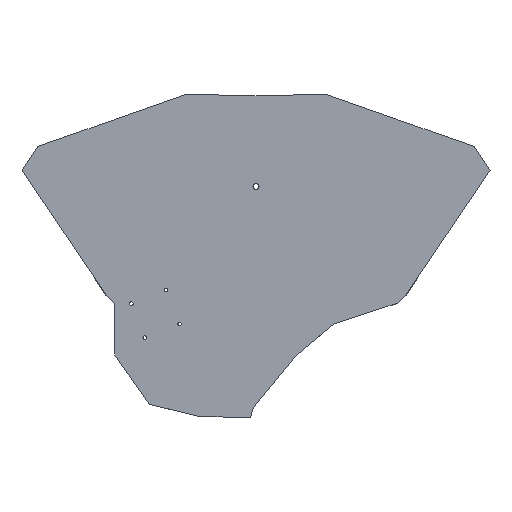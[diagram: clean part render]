
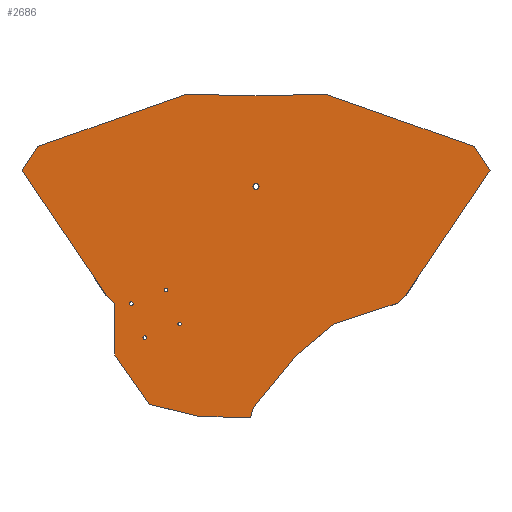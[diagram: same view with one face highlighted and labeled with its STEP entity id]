
A CAD part, top view. The second image highlights one B-rep face of the part: STEP entity #2686.
In plain terms, the highlighted planar face has unit normal (0, 0, 1).
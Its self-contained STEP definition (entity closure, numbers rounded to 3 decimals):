
#41=FACE_BOUND('',#438,.T.);
#42=FACE_BOUND('',#439,.T.);
#43=FACE_BOUND('',#440,.T.);
#44=FACE_BOUND('',#441,.T.);
#45=FACE_BOUND('',#442,.T.);
#71=CIRCLE('',#2749,1.05);
#74=CIRCLE('',#2756,1.05);
#77=CIRCLE('',#2762,1.05);
#80=CIRCLE('',#2768,1.05);
#95=CIRCLE('',#2896,1.75);
#265=FACE_OUTER_BOUND('',#437,.T.);
#437=EDGE_LOOP('',(#2394,#2395,#2396,#2397,#2398,#2399,#2400,#2401,#2402,
#2403,#2404,#2405,#2406,#2407,#2408,#2409,#2410,#2411));
#438=EDGE_LOOP('',(#2412));
#439=EDGE_LOOP('',(#2413));
#440=EDGE_LOOP('',(#2414));
#441=EDGE_LOOP('',(#2415));
#442=EDGE_LOOP('',(#2416));
#537=LINE('',#3916,#854);
#540=LINE('',#3921,#857);
#542=LINE('',#3925,#859);
#544=LINE('',#3930,#861);
#547=LINE('',#3935,#864);
#549=LINE('',#3939,#866);
#551=LINE('',#3943,#868);
#553=LINE('',#3946,#870);
#702=LINE('',#4243,#1019);
#738=LINE('',#4316,#1055);
#740=LINE('',#4320,#1057);
#742=LINE('',#4324,#1059);
#744=LINE('',#4328,#1061);
#745=LINE('',#4330,#1062);
#747=LINE('',#4334,#1064);
#749=LINE('',#4338,#1066);
#751=LINE('',#4342,#1068);
#752=LINE('',#4344,#1069);
#854=VECTOR('',#3219,10.);
#857=VECTOR('',#3224,10.);
#859=VECTOR('',#3228,10.);
#861=VECTOR('',#3232,10.);
#864=VECTOR('',#3237,10.);
#866=VECTOR('',#3241,10.);
#868=VECTOR('',#3245,10.);
#870=VECTOR('',#3249,10.);
#1019=VECTOR('',#3482,10.);
#1055=VECTOR('',#3548,10.);
#1057=VECTOR('',#3552,10.);
#1059=VECTOR('',#3556,10.);
#1061=VECTOR('',#3560,10.);
#1062=VECTOR('',#3563,10.);
#1064=VECTOR('',#3567,10.);
#1066=VECTOR('',#3571,10.);
#1068=VECTOR('',#3575,10.);
#1069=VECTOR('',#3578,10.);
#1130=VERTEX_POINT('',#3748);
#1133=VERTEX_POINT('',#3760);
#1136=VERTEX_POINT('',#3771);
#1139=VERTEX_POINT('',#3782);
#1176=VERTEX_POINT('',#3914);
#1177=VERTEX_POINT('',#3915);
#1178=VERTEX_POINT('',#3920);
#1179=VERTEX_POINT('',#3924);
#1180=VERTEX_POINT('',#3928);
#1181=VERTEX_POINT('',#3929);
#1182=VERTEX_POINT('',#3934);
#1183=VERTEX_POINT('',#3938);
#1184=VERTEX_POINT('',#3942);
#1289=VERTEX_POINT('',#4240);
#1290=VERTEX_POINT('',#4242);
#1312=VERTEX_POINT('',#4314);
#1313=VERTEX_POINT('',#4318);
#1314=VERTEX_POINT('',#4322);
#1315=VERTEX_POINT('',#4326);
#1316=VERTEX_POINT('',#4332);
#1317=VERTEX_POINT('',#4336);
#1318=VERTEX_POINT('',#4340);
#1319=VERTEX_POINT('',#4361);
#1385=EDGE_CURVE('',#1130,#1130,#71,.T.);
#1390=EDGE_CURVE('',#1133,#1133,#74,.T.);
#1395=EDGE_CURVE('',#1136,#1136,#77,.T.);
#1400=EDGE_CURVE('',#1139,#1139,#80,.T.);
#1461=EDGE_CURVE('',#1176,#1177,#537,.T.);
#1464=EDGE_CURVE('',#1177,#1178,#540,.T.);
#1466=EDGE_CURVE('',#1179,#1178,#542,.T.);
#1468=EDGE_CURVE('',#1180,#1181,#544,.T.);
#1471=EDGE_CURVE('',#1181,#1182,#547,.T.);
#1473=EDGE_CURVE('',#1183,#1182,#549,.T.);
#1475=EDGE_CURVE('',#1184,#1183,#551,.T.);
#1477=EDGE_CURVE('',#1184,#1176,#553,.T.);
#1626=EDGE_CURVE('',#1290,#1289,#702,.T.);
#1663=EDGE_CURVE('',#1179,#1312,#738,.T.);
#1665=EDGE_CURVE('',#1312,#1313,#740,.T.);
#1667=EDGE_CURVE('',#1313,#1314,#742,.T.);
#1669=EDGE_CURVE('',#1314,#1315,#744,.T.);
#1670=EDGE_CURVE('',#1315,#1290,#745,.T.);
#1672=EDGE_CURVE('',#1289,#1316,#747,.T.);
#1674=EDGE_CURVE('',#1316,#1317,#749,.T.);
#1676=EDGE_CURVE('',#1317,#1318,#751,.T.);
#1677=EDGE_CURVE('',#1318,#1180,#752,.T.);
#1685=EDGE_CURVE('',#1319,#1319,#95,.T.);
#2394=ORIENTED_EDGE('',*,*,#1663,.T.);
#2395=ORIENTED_EDGE('',*,*,#1665,.T.);
#2396=ORIENTED_EDGE('',*,*,#1667,.T.);
#2397=ORIENTED_EDGE('',*,*,#1669,.T.);
#2398=ORIENTED_EDGE('',*,*,#1670,.T.);
#2399=ORIENTED_EDGE('',*,*,#1626,.T.);
#2400=ORIENTED_EDGE('',*,*,#1672,.T.);
#2401=ORIENTED_EDGE('',*,*,#1674,.T.);
#2402=ORIENTED_EDGE('',*,*,#1676,.T.);
#2403=ORIENTED_EDGE('',*,*,#1677,.T.);
#2404=ORIENTED_EDGE('',*,*,#1468,.T.);
#2405=ORIENTED_EDGE('',*,*,#1471,.T.);
#2406=ORIENTED_EDGE('',*,*,#1473,.F.);
#2407=ORIENTED_EDGE('',*,*,#1475,.F.);
#2408=ORIENTED_EDGE('',*,*,#1477,.T.);
#2409=ORIENTED_EDGE('',*,*,#1461,.T.);
#2410=ORIENTED_EDGE('',*,*,#1464,.T.);
#2411=ORIENTED_EDGE('',*,*,#1466,.F.);
#2412=ORIENTED_EDGE('',*,*,#1390,.T.);
#2413=ORIENTED_EDGE('',*,*,#1395,.T.);
#2414=ORIENTED_EDGE('',*,*,#1400,.T.);
#2415=ORIENTED_EDGE('',*,*,#1385,.T.);
#2416=ORIENTED_EDGE('',*,*,#1685,.T.);
#2541=PLANE('',#2895);
#2686=ADVANCED_FACE('',(#265,#41,#42,#43,#44,#45),#2541,.T.);
#2749=AXIS2_PLACEMENT_3D('',#3750,#3034,#3035);
#2756=AXIS2_PLACEMENT_3D('',#3762,#3050,#3051);
#2762=AXIS2_PLACEMENT_3D('',#3773,#3064,#3065);
#2768=AXIS2_PLACEMENT_3D('',#3784,#3078,#3079);
#2895=AXIS2_PLACEMENT_3D('',#4360,#3602,#3603);
#2896=AXIS2_PLACEMENT_3D('',#4362,#3604,#3605);
#3034=DIRECTION('center_axis',(0.,0.,-1.));
#3035=DIRECTION('ref_axis',(1.,0.,0.));
#3050=DIRECTION('center_axis',(0.,0.,-1.));
#3051=DIRECTION('ref_axis',(1.,0.,0.));
#3064=DIRECTION('center_axis',(0.,0.,-1.));
#3065=DIRECTION('ref_axis',(1.,0.,0.));
#3078=DIRECTION('center_axis',(0.,0.,-1.));
#3079=DIRECTION('ref_axis',(1.,0.,0.));
#3219=DIRECTION('',(0.636,0.772,0.));
#3224=DIRECTION('',(0.767,0.642,0.));
#3228=DIRECTION('',(-0.95,-0.312,0.));
#3232=DIRECTION('',(0.,-1.,0.));
#3237=DIRECTION('',(0.574,-0.819,0.));
#3241=DIRECTION('',(-0.972,0.236,0.));
#3245=DIRECTION('',(-1.,0.029,0.));
#3249=DIRECTION('',(0.259,0.966,0.));
#3482=DIRECTION('',(-1.,0.025,0.));
#3548=DIRECTION('',(0.732,0.681,0.));
#3552=DIRECTION('',(0.56,0.829,0.));
#3556=DIRECTION('',(-0.549,0.836,0.));
#3560=DIRECTION('',(-0.943,0.333,0.));
#3563=DIRECTION('',(-1.,-0.025,0.));
#3567=DIRECTION('',(-0.943,-0.333,0.));
#3571=DIRECTION('',(-0.549,-0.836,0.));
#3575=DIRECTION('',(0.56,-0.829,0.));
#3578=DIRECTION('',(0.732,-0.681,0.));
#3602=DIRECTION('center_axis',(0.,0.,1.));
#3603=DIRECTION('ref_axis',(1.,0.,0.));
#3604=DIRECTION('center_axis',(0.,0.,-1.));
#3605=DIRECTION('ref_axis',(-1.,0.,0.));
#3748=CARTESIAN_POINT('',(-73.423,-16.64,3.));
#3750=CARTESIAN_POINT('Origin',(-72.373,-16.64,3.));
#3760=CARTESIAN_POINT('',(-53.207,-8.67,3.));
#3762=CARTESIAN_POINT('Origin',(-52.157,-8.67,3.));
#3771=CARTESIAN_POINT('',(-65.641,-36.388,3.));
#3773=CARTESIAN_POINT('Origin',(-64.591,-36.388,3.));
#3782=CARTESIAN_POINT('',(-45.424,-28.421,3.));
#3784=CARTESIAN_POINT('Origin',(-44.374,-28.421,3.));
#3914=CARTESIAN_POINT('',(-1.515,-76.887,3.));
#3915=CARTESIAN_POINT('',(23.385,-46.686,3.));
#3916=CARTESIAN_POINT('',(-1.515,-76.887,3.));
#3920=CARTESIAN_POINT('',(45.05,-28.559,3.));
#3921=CARTESIAN_POINT('',(1.72,-64.813,3.));
#3924=CARTESIAN_POINT('',(81.909,-16.453,3.));
#3925=CARTESIAN_POINT('',(81.909,-16.453,3.));
#3928=CARTESIAN_POINT('',(-81.909,-16.453,3.));
#3929=CARTESIAN_POINT('',(-81.909,-46.453,3.));
#3930=CARTESIAN_POINT('',(-81.909,-16.453,3.));
#3934=CARTESIAN_POINT('',(-61.834,-75.123,3.));
#3935=CARTESIAN_POINT('',(-81.909,-46.453,3.));
#3938=CARTESIAN_POINT('',(-33.292,-82.042,3.));
#3939=CARTESIAN_POINT('',(-33.292,-82.042,3.));
#3942=CARTESIAN_POINT('',(-3.133,-82.924,3.));
#3943=CARTESIAN_POINT('',(-3.133,-82.924,3.));
#3946=CARTESIAN_POINT('',(-4.75,-88.961,3.));
#4240=CARTESIAN_POINT('',(-40.522,105.,3.));
#4242=CARTESIAN_POINT('',(0.,104.,3.));
#4243=CARTESIAN_POINT('',(0.,104.,3.));
#4314=CARTESIAN_POINT('',(87.138,-11.592,3.));
#4316=CARTESIAN_POINT('',(87.138,-11.592,3.));
#4318=CARTESIAN_POINT('',(135.88,60.539,3.));
#4320=CARTESIAN_POINT('',(135.88,60.539,3.));
#4322=CARTESIAN_POINT('',(126.654,74.602,3.));
#4324=CARTESIAN_POINT('',(126.654,74.602,3.));
#4326=CARTESIAN_POINT('',(40.522,105.,3.));
#4328=CARTESIAN_POINT('',(40.522,105.,3.));
#4330=CARTESIAN_POINT('',(0.,104.,3.));
#4332=CARTESIAN_POINT('',(-126.654,74.602,3.));
#4334=CARTESIAN_POINT('',(-40.522,105.,3.));
#4336=CARTESIAN_POINT('',(-135.88,60.539,3.));
#4338=CARTESIAN_POINT('',(-126.654,74.602,3.));
#4340=CARTESIAN_POINT('',(-87.138,-11.592,3.));
#4342=CARTESIAN_POINT('',(-135.88,60.539,3.));
#4344=CARTESIAN_POINT('',(-87.138,-11.592,3.));
#4360=CARTESIAN_POINT('Origin',(0.,43.774,3.));
#4361=CARTESIAN_POINT('',(1.75,51.5,3.));
#4362=CARTESIAN_POINT('Origin',(0.,51.5,3.));
